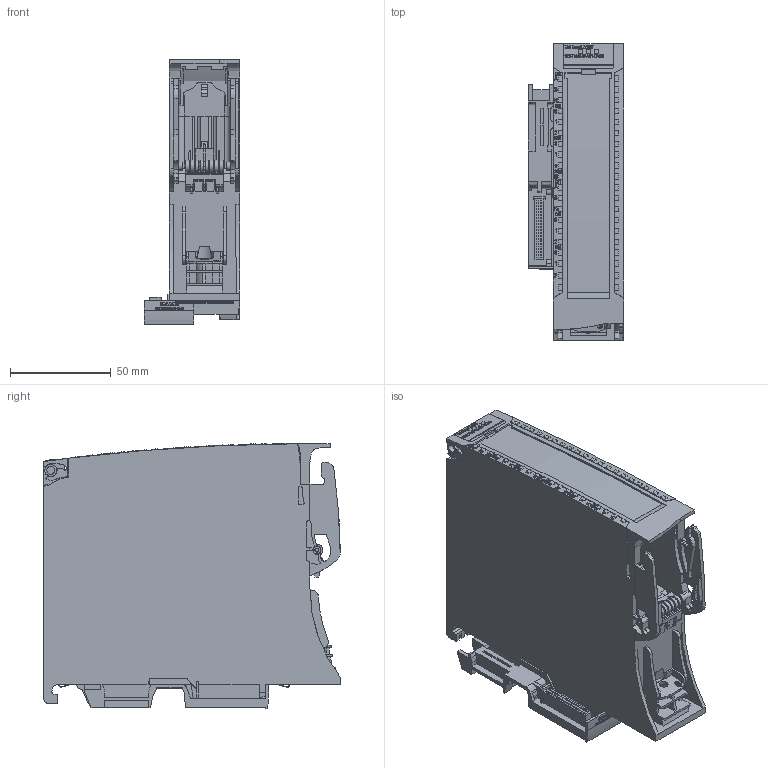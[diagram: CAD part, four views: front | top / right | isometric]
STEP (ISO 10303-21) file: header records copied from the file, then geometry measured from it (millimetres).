
FILE_DESCRIPTION(/* description */ (''),/* implementation_level */ '2;1');
FILE_NAME(/* name */ '6ES7550-1AA01-0AB0_3d.stp',/* time_stamp */ '2024-07-16T12:15:35+02:00',/* author */ (''),/* organization */ (''),/* preprocessor_version */ 'ST-DEVELOPER v18.102',/* originating_system */ 'SIEMENS PLM Software NX 2023',/* authorisation */ '');
FILE_SCHEMA (('AUTOMOTIVE_DESIGN { 1 0 10303 214 3 1 1 1 }'));
Length unit declared in the file: millimetre
Products named in the file (7): A5E52751249A_RS-AA_001_2-Labeling; A5E31204147A_RS-AA_003_2-Bus-Connector; A5E50356082A_RS-AA_002_1-labeling; A5E50356081A_RS-AA_002_1-cover; A5E50356080A_RS-AA_002_1-box; A5E31204327A_RS-AA_003_2-CAx_6ES75900AA000AA0; A5E50356004A_RS-AA_002_3-CAx_6ES75501AA010AB0
Assembly tree (6 placements, depth 3):
  A5E50356004A_RS-AA_002_3-CAx_6ES75501AA010AB0
    A5E50356080A_RS-AA_002_1-box
    A5E50356081A_RS-AA_002_1-cover
    A5E50356082A_RS-AA_002_1-labeling
    A5E31204327A_RS-AA_003_2-CAx_6ES75900AA000AA0
      A5E31204147A_RS-AA_003_2-Bus-Connector
      A5E52751249A_RS-AA_001_2-Labeling
Bounding box: 47.16 x 147 x 131.77 mm (x, y, z)
Volume: 418968 mm3; surface area: 111760.2 mm2
Topology: 93 solids, 94 shells, 3770 faces, 9854 edges, 6556 vertices
Faces by surface type: plane 2969, cylinder 475, extrusion 312, cone 14
Full cylindrical faces by diameter (mm): 1.8 x6, 3.971 x2, 4 x3, 4.25 x1, 8 x1
Entity records: 150602 total; most frequent: CARTESIAN_POINT 33420, ORIENTED_EDGE 19612, DIRECTION 17610, EDGE_CURVE 9806, VECTOR 7988, LINE 7676, VERTEX_POINT 6551, AXIS2_PLACEMENT_3D 4811
